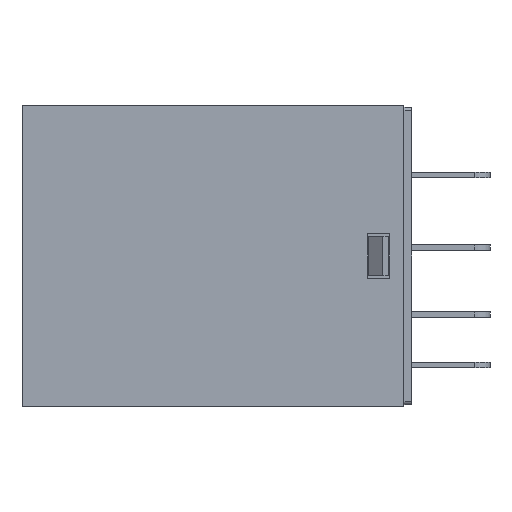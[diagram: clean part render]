
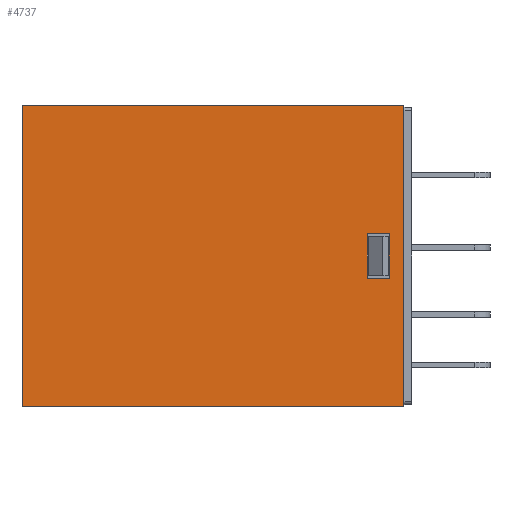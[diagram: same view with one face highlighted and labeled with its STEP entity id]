
A CAD part, left-side view. The second image highlights one B-rep face of the part: STEP entity #4737.
In plain terms, the highlighted planar face has unit normal (-1, 0, 0).
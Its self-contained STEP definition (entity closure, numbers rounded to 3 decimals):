
#64 = VERTEX_POINT ( 'NONE', #2216 ) ;
#86 = DIRECTION ( 'NONE',  ( 0., -1., 0. ) ) ;
#95 = VECTOR ( 'NONE', #1482, 1000. ) ;
#104 = LINE ( 'NONE', #1580, #95 ) ;
#136 = CARTESIAN_POINT ( 'NONE',  ( -10.25, 2., 2. ) ) ;
#261 = CARTESIAN_POINT ( 'NONE',  ( -10.25, 0.7, 13.5 ) ) ;
#728 = LINE ( 'NONE', #3404, #742 ) ;
#742 = VECTOR ( 'NONE', #3937, 1000. ) ;
#924 = DIRECTION ( 'NONE',  ( 0., 0., 1. ) ) ;
#935 = EDGE_LOOP ( 'NONE', ( #1530, #5003, #4203, #2068 ) ) ;
#952 = ORIENTED_EDGE ( 'NONE', *, *, #3357, .F. ) ;
#962 = VERTEX_POINT ( 'NONE', #1418 ) ;
#1025 = EDGE_LOOP ( 'NONE', ( #3208, #952, #4459, #3712 ) ) ;
#1088 = VECTOR ( 'NONE', #1987, 1000. ) ;
#1158 = LINE ( 'NONE', #1439, #1088 ) ;
#1182 = DIRECTION ( 'NONE',  ( 0., 0., -1. ) ) ;
#1418 = CARTESIAN_POINT ( 'NONE',  ( -10.25, 2., -2. ) ) ;
#1439 = CARTESIAN_POINT ( 'NONE',  ( -10.25, 2., 2. ) ) ;
#1482 = DIRECTION ( 'NONE',  ( 0., -1., 0. ) ) ;
#1530 = ORIENTED_EDGE ( 'NONE', *, *, #3779, .F. ) ;
#1580 = CARTESIAN_POINT ( 'NONE',  ( -10.25, 34.9, 13.5 ) ) ;
#1659 = VECTOR ( 'NONE', #86, 1000. ) ;
#1678 = LINE ( 'NONE', #3175, #1659 ) ;
#1726 = LINE ( 'NONE', #1771, #1758 ) ;
#1758 = VECTOR ( 'NONE', #5309, 1000. ) ;
#1771 = CARTESIAN_POINT ( 'NONE',  ( -10.25, 34.9, 13.5 ) ) ;
#1870 = EDGE_CURVE ( 'NONE', #2399, #962, #2722, .T. ) ;
#1987 = DIRECTION ( 'NONE',  ( 0., 1., 0. ) ) ;
#2061 = VERTEX_POINT ( 'NONE', #4362 ) ;
#2068 = ORIENTED_EDGE ( 'NONE', *, *, #2750, .T. ) ;
#2216 = CARTESIAN_POINT ( 'NONE',  ( -10.25, 4., 2. ) ) ;
#2237 = LINE ( 'NONE', #5380, #2240 ) ;
#2240 = VECTOR ( 'NONE', #924, 1000. ) ;
#2297 = EDGE_CURVE ( 'NONE', #962, #4956, #2237, .T. ) ;
#2399 = VERTEX_POINT ( 'NONE', #3139 ) ;
#2663 = CARTESIAN_POINT ( 'NONE',  ( -10.25, 34.9, 13.5 ) ) ;
#2697 = VECTOR ( 'NONE', #4341, 1000. ) ;
#2699 = VERTEX_POINT ( 'NONE', #3949 ) ;
#2708 = EDGE_CURVE ( 'NONE', #2699, #4951, #1726, .T. ) ;
#2722 = LINE ( 'NONE', #4789, #2697 ) ;
#2750 = EDGE_CURVE ( 'NONE', #2699, #2061, #1678, .T. ) ;
#3139 = CARTESIAN_POINT ( 'NONE',  ( -10.25, 4., -2. ) ) ;
#3175 = CARTESIAN_POINT ( 'NONE',  ( -10.25, 34.9, -13.5 ) ) ;
#3208 = ORIENTED_EDGE ( 'NONE', *, *, #5010, .F. ) ;
#3318 = CARTESIAN_POINT ( 'NONE',  ( -10.25, 34.9, 13.5 ) ) ;
#3357 = EDGE_CURVE ( 'NONE', #4956, #64, #1158, .T. ) ;
#3404 = CARTESIAN_POINT ( 'NONE',  ( -10.25, 0.7, 13.5 ) ) ;
#3590 = DIRECTION ( 'NONE',  ( 1., 0., 0. ) ) ;
#3627 = PLANE ( 'NONE',  #4586 ) ;
#3712 = ORIENTED_EDGE ( 'NONE', *, *, #1870, .F. ) ;
#3779 = EDGE_CURVE ( 'NONE', #4587, #2061, #728, .T. ) ;
#3822 = VECTOR ( 'NONE', #1182, 1000. ) ;
#3837 = LINE ( 'NONE', #5480, #3822 ) ;
#3937 = DIRECTION ( 'NONE',  ( 0., 0., -1. ) ) ;
#3949 = CARTESIAN_POINT ( 'NONE',  ( -10.25, 34.9, -13.5 ) ) ;
#4150 = FACE_BOUND ( 'NONE', #1025, .T. ) ;
#4159 = FACE_OUTER_BOUND ( 'NONE', #935, .T. ) ;
#4203 = ORIENTED_EDGE ( 'NONE', *, *, #2708, .F. ) ;
#4341 = DIRECTION ( 'NONE',  ( 0., -1., 0. ) ) ;
#4362 = CARTESIAN_POINT ( 'NONE',  ( -10.25, 0.7, -13.5 ) ) ;
#4422 = EDGE_CURVE ( 'NONE', #4951, #4587, #104, .T. ) ;
#4459 = ORIENTED_EDGE ( 'NONE', *, *, #2297, .F. ) ;
#4586 = AXIS2_PLACEMENT_3D ( 'NONE', #3318, #3590, #5353 ) ;
#4587 = VERTEX_POINT ( 'NONE', #261 ) ;
#4737 = ADVANCED_FACE ( 'NONE', ( #4150, #4159 ), #3627, .F. ) ;
#4789 = CARTESIAN_POINT ( 'NONE',  ( -10.25, 2., -2. ) ) ;
#4951 = VERTEX_POINT ( 'NONE', #2663 ) ;
#4956 = VERTEX_POINT ( 'NONE', #136 ) ;
#5003 = ORIENTED_EDGE ( 'NONE', *, *, #4422, .F. ) ;
#5010 = EDGE_CURVE ( 'NONE', #64, #2399, #3837, .T. ) ;
#5309 = DIRECTION ( 'NONE',  ( 0., 0., 1. ) ) ;
#5353 = DIRECTION ( 'NONE',  ( 0., 0., -1. ) ) ;
#5380 = CARTESIAN_POINT ( 'NONE',  ( -10.25, 2., -2. ) ) ;
#5480 = CARTESIAN_POINT ( 'NONE',  ( -10.25, 4., -2. ) ) ;
